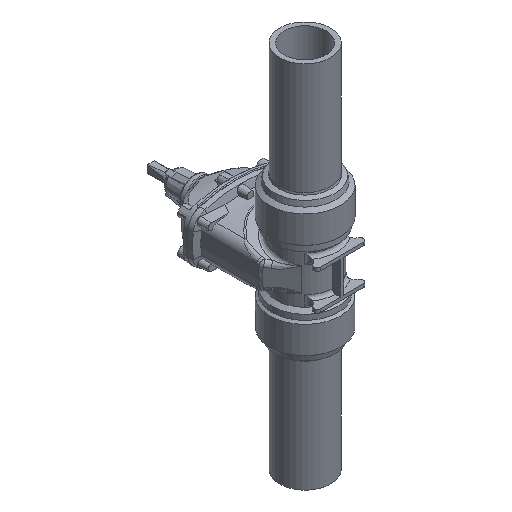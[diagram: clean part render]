
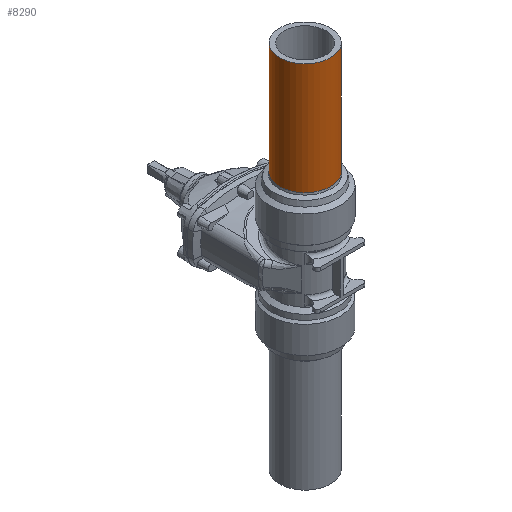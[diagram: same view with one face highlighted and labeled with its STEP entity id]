
A CAD part, isometric view. The second image highlights one B-rep face of the part: STEP entity #8290.
In plain terms, the highlighted cylindrical face has radius 62.5 mm (diameter 125 mm), a full revolution.
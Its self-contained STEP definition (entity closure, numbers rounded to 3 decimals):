
#52 = VERTEX_POINT ( 'NONE', #8241 ) ;
#53 = VERTEX_POINT ( 'NONE', #8238 ) ;
#235 = FACE_OUTER_BOUND ( 'NONE', #4690, .T. ) ;
#240 = FACE_OUTER_BOUND ( 'NONE', #4824, .T. ) ;
#304 = CYLINDRICAL_SURFACE ( 'NONE', #5836, 62.5 ) ;
#3239 = CARTESIAN_POINT ( 'NONE',  ( 0., 0., 178.163 ) ) ;
#3240 = DIRECTION ( 'NONE',  ( 0., 0., -1. ) ) ;
#3241 = DIRECTION ( 'NONE',  ( -1., 0., 0. ) ) ;
#4118 = DIRECTION ( 'NONE',  ( -1., 0., 0. ) ) ;
#4124 = CARTESIAN_POINT ( 'NONE',  ( 0., 0., -36.213 ) ) ;
#4127 = DIRECTION ( 'NONE',  ( 0., 0., -1. ) ) ;
#4434 = AXIS2_PLACEMENT_3D ( 'NONE', #9691, #9692, #9693 ) ;
#4448 = AXIS2_PLACEMENT_3D ( 'NONE', #3239, #3240, #3241 ) ;
#4690 = EDGE_LOOP ( 'NONE', ( #5973 ) ) ;
#4824 = EDGE_LOOP ( 'NONE', ( #6372 ) ) ;
#5345 = CIRCLE ( 'NONE', #4434, 62.5 ) ;
#5444 = CIRCLE ( 'NONE', #4448, 62.5 ) ;
#5836 = AXIS2_PLACEMENT_3D ( 'NONE', #4124, #4127, #4118 ) ;
#5973 = ORIENTED_EDGE ( 'NONE', *, *, #8565, .F. ) ;
#6372 = ORIENTED_EDGE ( 'NONE', *, *, #8540, .T. ) ;
#8238 = CARTESIAN_POINT ( 'NONE',  ( -62.5, 0., 450.5 ) ) ;
#8241 = CARTESIAN_POINT ( 'NONE',  ( -62.5, 0., 178.163 ) ) ;
#8290 = ADVANCED_FACE ( 'NONE', ( #240, #235 ), #304, .T. ) ;
#8540 = EDGE_CURVE ( 'NONE', #53, #53, #5345, .T. ) ;
#8565 = EDGE_CURVE ( 'NONE', #52, #52, #5444, .T. ) ;
#9691 = CARTESIAN_POINT ( 'NONE',  ( 0., 0., 450.5 ) ) ;
#9692 = DIRECTION ( 'NONE',  ( 0., 0., -1. ) ) ;
#9693 = DIRECTION ( 'NONE',  ( -1., 0., 0. ) ) ;
